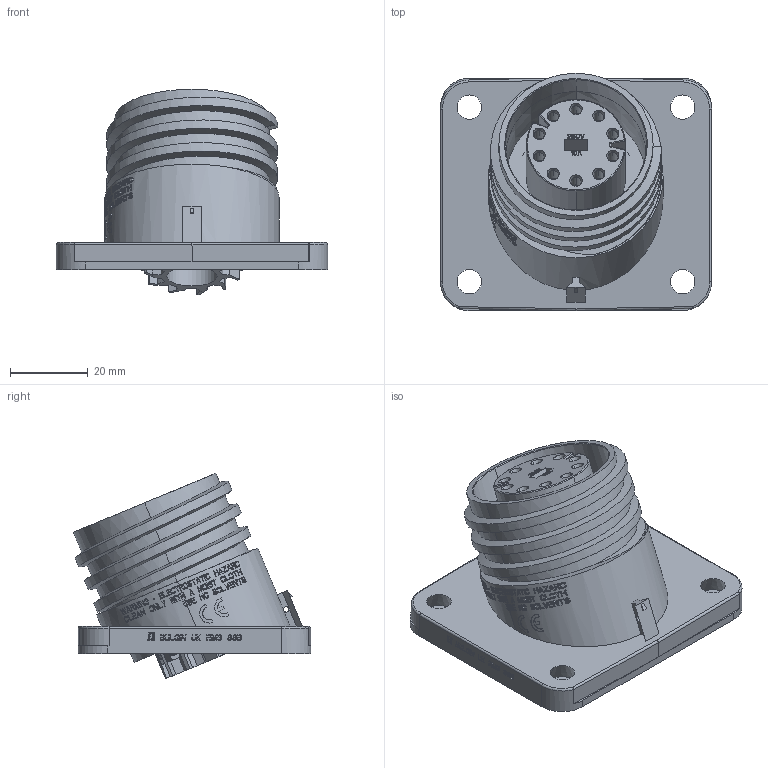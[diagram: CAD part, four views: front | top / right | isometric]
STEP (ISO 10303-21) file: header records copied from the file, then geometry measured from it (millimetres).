
FILE_DESCRIPTION(('STEP AP242'),'1');
FILE_NAME('px0941-10-s.stp','2023-09-12T18:17:33',('TraceParts'),('TraceParts S.A.'),'Spatial InterOp 3D',' ',' ');
FILE_SCHEMA(('AP242_MANAGED_MODEL_BASED_3D_ENGINEERING_MIM_LF {1 0 10303 442 1 1 4}'));
Length unit declared in the file: millimetre
Products named in the file (1): px0941-10-s
Bounding box: 70 x 61.21 x 53.01 mm (x, y, z)
Volume: 53465.5 mm3; surface area: 36082.1 mm2
Topology: 1 solids, 2 shells, 4511 faces, 13045 edges, 8491 vertices
Faces by surface type: plane 3430, cylinder 576, bspline 199, cone 158, torus 87, sphere 61
Entity records: 231249 total; most frequent: CARTESIAN_POINT 119096, ORIENTED_EDGE 25930, DIRECTION 19456, EDGE_CURVE 12965, VERTEX_POINT 8491, LINE 8130, VECTOR 8130, AXIS2_PLACEMENT_3D 5663
